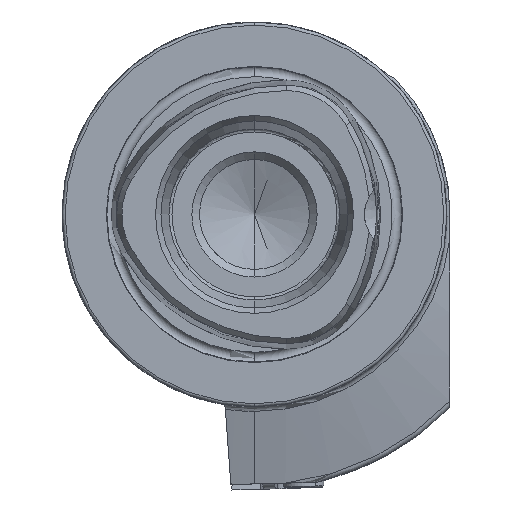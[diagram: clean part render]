
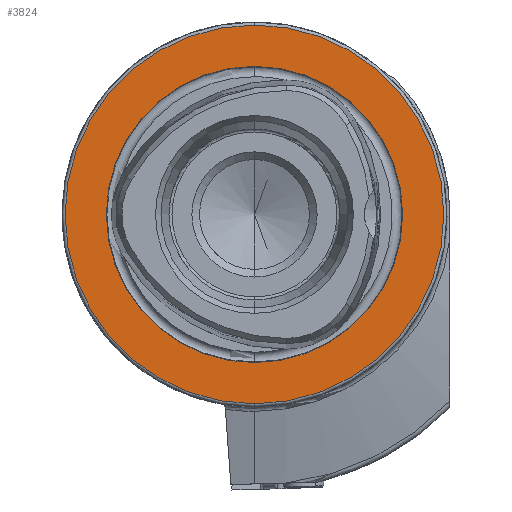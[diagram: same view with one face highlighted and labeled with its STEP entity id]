
A CAD part, left-side view. The second image highlights one B-rep face of the part: STEP entity #3824.
In plain terms, the highlighted planar face has unit normal (-1, 0, 0).
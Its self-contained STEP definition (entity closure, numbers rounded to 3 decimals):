
#57 = AXIS2_PLACEMENT_3D ( 'NONE', #6088, #6047, #7869 ) ;
#215 = DIRECTION ( 'NONE',  ( 0., 0., 1. ) ) ;
#223 = DIRECTION ( 'NONE',  ( -1., 0., 0. ) ) ;
#261 = FACE_OUTER_BOUND ( 'NONE', #6125, .T. ) ;
#363 = CARTESIAN_POINT ( 'NONE',  ( 0., 0., 0. ) ) ;
#494 = DIRECTION ( 'NONE',  ( -1., 0., 0. ) ) ;
#686 = CARTESIAN_POINT ( 'NONE',  ( 0., 0., 0. ) ) ;
#1169 = DIRECTION ( 'NONE',  ( 0., 0., 1. ) ) ;
#1350 = AXIS2_PLACEMENT_3D ( 'NONE', #7447, #7691, #7358 ) ;
#1618 = CARTESIAN_POINT ( 'NONE',  ( 0., 0., -24.25 ) ) ;
#1780 = CIRCLE ( 'NONE', #3279, 24.25 ) ;
#2060 = VERTEX_POINT ( 'NONE', #1618 ) ;
#2296 = CARTESIAN_POINT ( 'NONE',  ( 0., 0., 31. ) ) ;
#3279 = AXIS2_PLACEMENT_3D ( 'NONE', #4859, #4847, #4834 ) ;
#3346 = ORIENTED_EDGE ( 'NONE', *, *, #3759, .T. ) ;
#3418 = ORIENTED_EDGE ( 'NONE', *, *, #4371, .F. ) ;
#3759 = EDGE_CURVE ( 'NONE', #4190, #5998, #6019, .T. ) ;
#3824 = ADVANCED_FACE ( 'NONE', ( #8251, #261 ), #6015, .F. ) ;
#3871 = ORIENTED_EDGE ( 'NONE', *, *, #6446, .T. ) ;
#3901 = ORIENTED_EDGE ( 'NONE', *, *, #6325, .F. ) ;
#4190 = VERTEX_POINT ( 'NONE', #7437 ) ;
#4371 = EDGE_CURVE ( 'NONE', #5589, #2060, #1780, .T. ) ;
#4775 = AXIS2_PLACEMENT_3D ( 'NONE', #363, #223, #215 ) ;
#4834 = DIRECTION ( 'NONE',  ( 0., 0., 1. ) ) ;
#4847 = DIRECTION ( 'NONE',  ( -1., 0., 0. ) ) ;
#4859 = CARTESIAN_POINT ( 'NONE',  ( 0., 0., 0. ) ) ;
#5589 = VERTEX_POINT ( 'NONE', #5824 ) ;
#5603 = EDGE_LOOP ( 'NONE', ( #3418, #3901 ) ) ;
#5824 = CARTESIAN_POINT ( 'NONE',  ( 0., 0., 24.25 ) ) ;
#5998 = VERTEX_POINT ( 'NONE', #2296 ) ;
#6015 = PLANE ( 'NONE',  #57 ) ;
#6019 = CIRCLE ( 'NONE', #1350, 31. ) ;
#6047 = DIRECTION ( 'NONE',  ( 1., 0., 0. ) ) ;
#6088 = CARTESIAN_POINT ( 'NONE',  ( 0., 24.25, 0. ) ) ;
#6125 = EDGE_LOOP ( 'NONE', ( #3871, #3346 ) ) ;
#6130 = AXIS2_PLACEMENT_3D ( 'NONE', #686, #494, #1169 ) ;
#6325 = EDGE_CURVE ( 'NONE', #2060, #5589, #7477, .T. ) ;
#6379 = CIRCLE ( 'NONE', #4775, 31. ) ;
#6446 = EDGE_CURVE ( 'NONE', #5998, #4190, #6379, .T. ) ;
#7358 = DIRECTION ( 'NONE',  ( 0., 0., 1. ) ) ;
#7437 = CARTESIAN_POINT ( 'NONE',  ( 0., 0., -31. ) ) ;
#7447 = CARTESIAN_POINT ( 'NONE',  ( 0., 0., 0. ) ) ;
#7477 = CIRCLE ( 'NONE', #6130, 24.25 ) ;
#7691 = DIRECTION ( 'NONE',  ( -1., 0., 0. ) ) ;
#7869 = DIRECTION ( 'NONE',  ( 0., 0., -1. ) ) ;
#8251 = FACE_BOUND ( 'NONE', #5603, .T. ) ;
